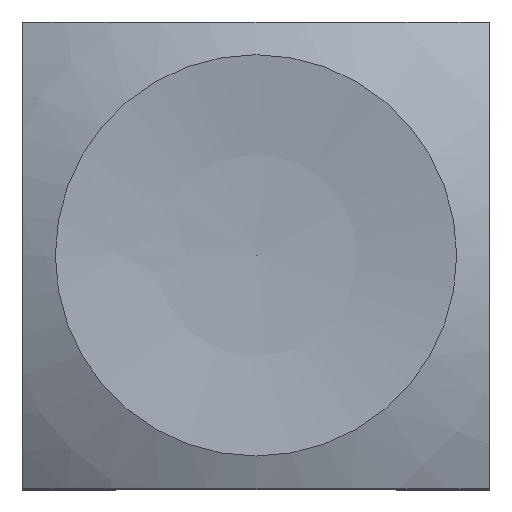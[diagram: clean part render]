
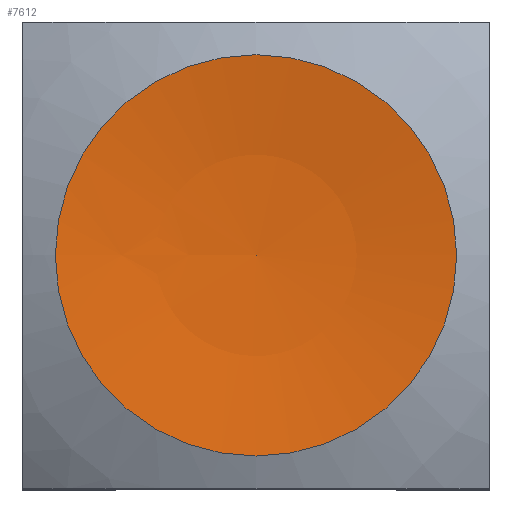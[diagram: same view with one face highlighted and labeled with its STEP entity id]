
A CAD part, top view. The second image highlights one B-rep face of the part: STEP entity #7612.
In plain terms, the highlighted spherical face has radius 40.78 mm.
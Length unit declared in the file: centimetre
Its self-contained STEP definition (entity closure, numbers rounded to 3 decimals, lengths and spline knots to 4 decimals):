
#29=SPHERICAL_SURFACE('',#8124,4.078);
#188=CIRCLE('',#8125,4.078);
#189=CIRCLE('',#8126,0.6448);
#520=FACE_OUTER_BOUND('',#951,.T.);
#951=EDGE_LOOP('',(#6486,#6487,#6488));
#3555=VERTEX_POINT('',#11978);
#3556=VERTEX_POINT('',#11979);
#4558=EDGE_CURVE('',#3555,#3556,#188,.T.);
#4559=EDGE_CURVE('',#3556,#3556,#189,.T.);
#6486=ORIENTED_EDGE('',*,*,#4558,.T.);
#6487=ORIENTED_EDGE('',*,*,#4559,.F.);
#6488=ORIENTED_EDGE('',*,*,#4558,.F.);
#7612=ADVANCED_FACE('',(#520),#29,.F.);
#8124=AXIS2_PLACEMENT_3D('',#11977,#9824,#9825);
#8125=AXIS2_PLACEMENT_3D('',#11980,#9826,#9827);
#8126=AXIS2_PLACEMENT_3D('',#11981,#9828,#9829);
#9824=DIRECTION('center_axis',(0.,0.,
1.));
#9825=DIRECTION('ref_axis',(1.,0.,0.));
#9826=DIRECTION('center_axis',(0.,1.,0.));
#9827=DIRECTION('ref_axis',(-1.,0.,0.));
#9828=DIRECTION('center_axis',(0.,0.,
-1.));
#9829=DIRECTION('ref_axis',(0.,-1.,0.));
#11977=CARTESIAN_POINT('Origin',(0.,0.,
6.277));
#11978=CARTESIAN_POINT('',(0.,0.,2.199));
#11979=CARTESIAN_POINT('',(-0.6448,0.,2.2503));
#11980=CARTESIAN_POINT('Origin',(0.,0.,
6.277));
#11981=CARTESIAN_POINT('Origin',(0.,0.,
2.2503));
